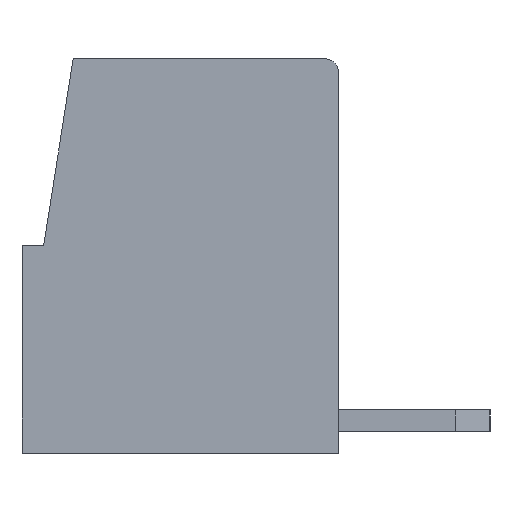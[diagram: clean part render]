
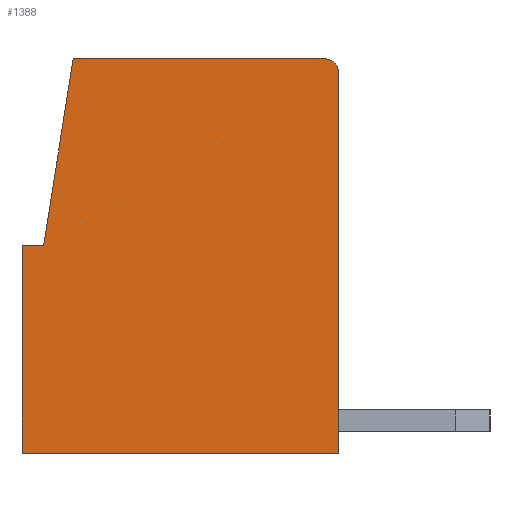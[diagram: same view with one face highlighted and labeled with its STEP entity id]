
A CAD part, left-side view. The second image highlights one B-rep face of the part: STEP entity #1388.
In plain terms, the highlighted planar face has unit normal (-1, 0, 0).
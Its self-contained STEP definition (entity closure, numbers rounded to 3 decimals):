
#1388 = ADVANCED_FACE( '', ( #3000 ), #3001, .F. );
#3000 = FACE_OUTER_BOUND( '', #4820, .T. );
#3001 = PLANE( '', #4821 );
#4820 = EDGE_LOOP( '', ( #8878, #8879, #8880, #8881, #8882, #8883, #8884 ) );
#4821 = AXIS2_PLACEMENT_3D( '', #8885, #8886, #8887 );
#8878 = ORIENTED_EDGE( '', *, *, #10944, .T. );
#8879 = ORIENTED_EDGE( '', *, *, #12326, .F. );
#8880 = ORIENTED_EDGE( '', *, *, #12327, .F. );
#8881 = ORIENTED_EDGE( '', *, *, #12014, .T. );
#8882 = ORIENTED_EDGE( '', *, *, #11205, .T. );
#8883 = ORIENTED_EDGE( '', *, *, #12328, .T. );
#8884 = ORIENTED_EDGE( '', *, *, #12193, .T. );
#8885 = CARTESIAN_POINT( '', ( -1.905, -11.88, 0. ) );
#8886 = DIRECTION( '', ( 1., 0., 0. ) );
#8887 = DIRECTION( '', ( 0., 1., 0. ) );
#10944 = EDGE_CURVE( '', #13209, #13207, #13210, .T. );
#11205 = EDGE_CURVE( '', #13648, #13649, #13650, .T. );
#12014 = EDGE_CURVE( '', #14887, #13648, #14888, .T. );
#12193 = EDGE_CURVE( '', #15111, #13209, #15113, .T. );
#12326 = EDGE_CURVE( '', #15281, #13207, #15282, .T. );
#12327 = EDGE_CURVE( '', #14887, #15281, #15283, .T. );
#12328 = EDGE_CURVE( '', #13649, #15111, #15284, .T. );
#13207 = VERTEX_POINT( '', #16440 );
#13209 = VERTEX_POINT( '', #16443 );
#13210 = LINE( '', #16444, #16445 );
#13648 = VERTEX_POINT( '', #17077 );
#13649 = VERTEX_POINT( '', #17078 );
#13650 = LINE( '', #17079, #17080 );
#14887 = VERTEX_POINT( '', #18905 );
#14888 = LINE( '', #18906, #18907 );
#15111 = VERTEX_POINT( '', #19238 );
#15113 = LINE( '', #19241, #19242 );
#15281 = VERTEX_POINT( '', #19499 );
#15282 = CIRCLE( '', #19500, 0.3 );
#15283 = LINE( '', #19501, #19502 );
#15284 = LINE( '', #19503, #19504 );
#16440 = CARTESIAN_POINT( '', ( -1.905, -7.3, 8.8 ) );
#16443 = CARTESIAN_POINT( '', ( -1.905, -7.3, 0. ) );
#16444 = CARTESIAN_POINT( '', ( -1.905, -7.3, 0. ) );
#16445 = VECTOR( '', #20301, 1000. );
#17077 = CARTESIAN_POINT( '', ( -1.905, -0.5, 4.8 ) );
#17078 = CARTESIAN_POINT( '', ( -1.905, 0., 4.8 ) );
#17079 = CARTESIAN_POINT( '', ( -1.905, -3.5, 4.8 ) );
#17080 = VECTOR( '', #20538, 1000. );
#18905 = CARTESIAN_POINT( '', ( -1.905, -1.181, 9.1 ) );
#18906 = CARTESIAN_POINT( '', ( -1.905, 0.26, 0. ) );
#18907 = VECTOR( '', #21232, 1000. );
#19238 = CARTESIAN_POINT( '', ( -1.905, 0., 0. ) );
#19241 = CARTESIAN_POINT( '', ( -1.905, -3.5, 0. ) );
#19242 = VECTOR( '', #21369, 1000. );
#19499 = CARTESIAN_POINT( '', ( -1.905, -7., 9.1 ) );
#19500 = AXIS2_PLACEMENT_3D( '', #21486, #21487, #21488 );
#19501 = CARTESIAN_POINT( '', ( -1.905, -3.5, 9.1 ) );
#19502 = VECTOR( '', #21489, 1000. );
#19503 = CARTESIAN_POINT( '', ( -1.905, 0., 0. ) );
#19504 = VECTOR( '', #21490, 1000. );
#20301 = DIRECTION( '', ( 0., 0., 1. ) );
#20538 = DIRECTION( '', ( 0., 1., 0. ) );
#21232 = DIRECTION( '', ( 0., 0.156, -0.988 ) );
#21369 = DIRECTION( '', ( 0., -1., 0. ) );
#21486 = CARTESIAN_POINT( '', ( -1.905, -7., 8.8 ) );
#21487 = DIRECTION( '', ( 1., 0., 0. ) );
#21488 = DIRECTION( '', ( 0., -1., 0. ) );
#21489 = DIRECTION( '', ( 0., -1., 0. ) );
#21490 = DIRECTION( '', ( 0., 0., -1. ) );
